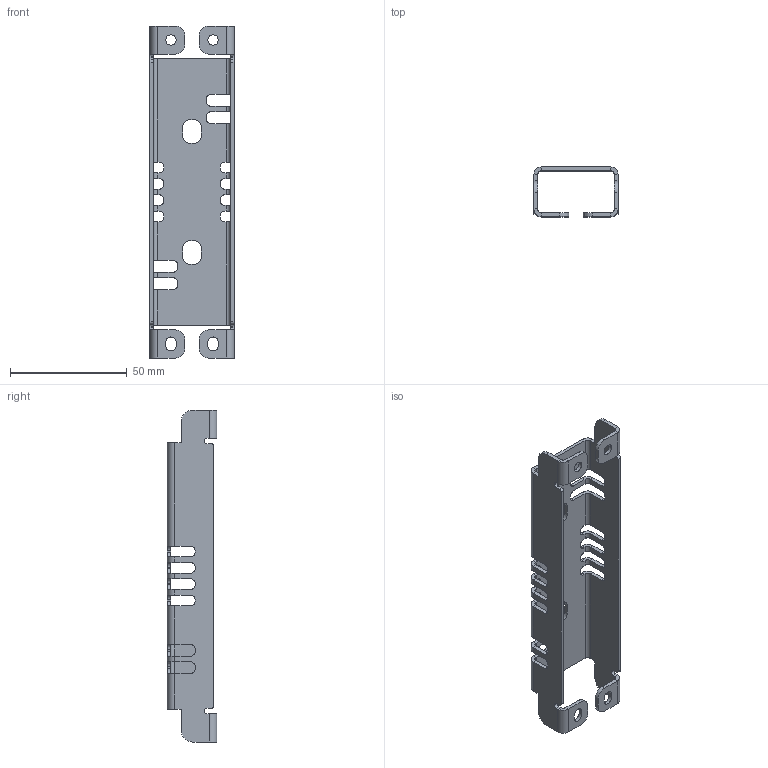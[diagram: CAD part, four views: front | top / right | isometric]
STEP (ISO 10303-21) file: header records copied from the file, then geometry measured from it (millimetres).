
FILE_DESCRIPTION((''),'2;1');
FILE_NAME('235848_SM01_ASM','2024-06-19T17:35:08',('banengservice'),('BANNER ENGINEERING'),'CREO PARAMETRIC BY PTC INC, 2022414','CREO PARAMETRIC BY PTC INC, 2022414','');
FILE_SCHEMA(('CONFIG_CONTROL_DESIGN'));
Length unit declared in the file: millimetre
Products named in the file (2): 235848_EP01; 235848_SM01_ASM
Assembly tree (1 placements, depth 2):
  235848_SM01_ASM
    235848_EP01
Bounding box: 36 x 21.2 x 142 mm (x, y, z)
Volume: 13192 mm3; surface area: 18419 mm2
Topology: 1 solids, 1 shells, 298 faces, 816 edges, 496 vertices
Faces by surface type: plane 174, cylinder 124
Entity records: 9435 total; most frequent: DIRECTION 1666, ORIENTED_EDGE 1632, CARTESIAN_POINT 1613, EDGE_CURVE 816, VECTOR 568, LINE 568, AXIS2_PLACEMENT_3D 549, VERTEX_POINT 496
